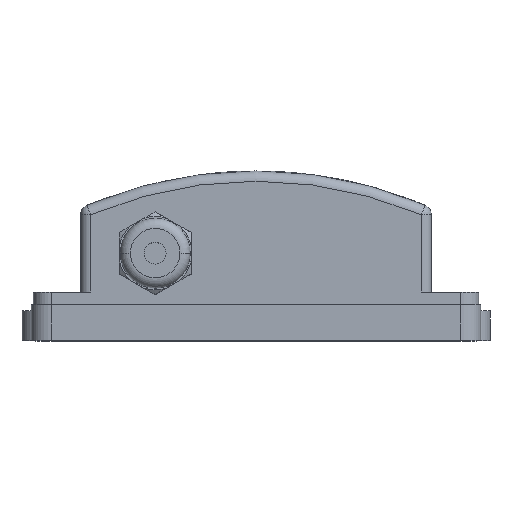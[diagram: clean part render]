
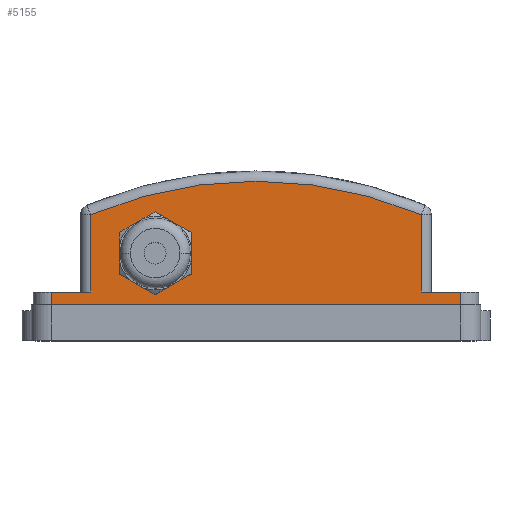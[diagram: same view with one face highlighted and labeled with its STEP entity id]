
A CAD part, top view. The second image highlights one B-rep face of the part: STEP entity #5155.
In plain terms, the highlighted planar face has unit normal (0, 0, 1).
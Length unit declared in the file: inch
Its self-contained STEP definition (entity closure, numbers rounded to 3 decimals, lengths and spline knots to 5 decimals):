
#10 = VERTEX_POINT ( 'NONE', #2685 ) ;
#28 = VERTEX_POINT ( 'NONE', #4573 ) ;
#126 = DIRECTION ( 'NONE',  ( 1., 0., 0. ) ) ;
#148 = ORIENTED_EDGE ( 'NONE', *, *, #2467, .F. ) ;
#252 = LINE ( 'NONE', #3376, #3702 ) ;
#386 = VERTEX_POINT ( 'NONE', #1184 ) ;
#391 = ORIENTED_EDGE ( 'NONE', *, *, #2749, .F. ) ;
#622 = CARTESIAN_POINT ( 'NONE',  ( 0., 0.47244, 1.67291 ) ) ;
#629 = VERTEX_POINT ( 'NONE', #6926 ) ;
#662 = DIRECTION ( 'NONE',  ( 0., -1., 0. ) ) ;
#727 = DIRECTION ( 'NONE',  ( -1., 0., 0. ) ) ;
#739 = FACE_OUTER_BOUND ( 'NONE', #7875, .T. ) ;
#763 = VERTEX_POINT ( 'NONE', #7338 ) ;
#776 = FACE_BOUND ( 'NONE', #5125, .T. ) ;
#801 = DIRECTION ( 'NONE',  ( 0.866, -0.5, 0. ) ) ;
#864 = AXIS2_PLACEMENT_3D ( 'NONE', #6340, #5028, #4419 ) ;
#956 = CARTESIAN_POINT ( 'NONE',  ( -1.33346, 0.64793, 1.67291 ) ) ;
#1057 = VERTEX_POINT ( 'NONE', #6857 ) ;
#1184 = CARTESIAN_POINT ( 'NONE',  ( -0.98346, 1.25415, 1.67291 ) ) ;
#1195 = DIRECTION ( 'NONE',  ( 0., 1., 0. ) ) ;
#1306 = CARTESIAN_POINT ( 'NONE',  ( -1.33346, 1.05207, 1.67291 ) ) ;
#1452 = VECTOR ( 'NONE', #3749, 39.37008 ) ;
#1495 = LINE ( 'NONE', #2102, #2657 ) ;
#1513 = LINE ( 'NONE', #5927, #4223 ) ;
#1686 = EDGE_CURVE ( 'NONE', #4844, #1057, #7513, .T. ) ;
#1688 = DIRECTION ( 'NONE',  ( 0., 1., 0. ) ) ;
#1734 = EDGE_CURVE ( 'NONE', #7089, #629, #5099, .T. ) ;
#1739 = EDGE_CURVE ( 'NONE', #28, #2021, #2570, .T. ) ;
#1762 = LINE ( 'NONE', #3634, #5805 ) ;
#1774 = EDGE_CURVE ( 'NONE', #3888, #763, #4486, .T. ) ;
#1816 = DIRECTION ( 'NONE',  ( 0., 1., 0. ) ) ;
#1886 = PLANE ( 'NONE',  #864 ) ;
#2007 = CARTESIAN_POINT ( 'NONE',  ( 1.61228, 0.47244, 1.67291 ) ) ;
#2021 = VERTEX_POINT ( 'NONE', #4927 ) ;
#2031 = CIRCLE ( 'NONE', #7640, 4.13084 ) ;
#2102 = CARTESIAN_POINT ( 'NONE',  ( -0.98346, 0.44585, 1.67291 ) ) ;
#2123 = CARTESIAN_POINT ( 'NONE',  ( -0.63346, 1.05207, 1.67291 ) ) ;
#2293 = CARTESIAN_POINT ( 'NONE',  ( -0.63346, 0.64793, 1.67291 ) ) ;
#2467 = EDGE_CURVE ( 'NONE', #5869, #6733, #6719, .T. ) ;
#2570 = LINE ( 'NONE', #5063, #4460 ) ;
#2630 = VECTOR ( 'NONE', #662, 39.37008 ) ;
#2657 = VECTOR ( 'NONE', #6004, 39.37008 ) ;
#2676 = EDGE_CURVE ( 'NONE', #10, #629, #1513, .T. ) ;
#2685 = CARTESIAN_POINT ( 'NONE',  ( -2., 0.47244, 1.67291 ) ) ;
#2749 = EDGE_CURVE ( 'NONE', #386, #4844, #252, .T. ) ;
#2948 = CARTESIAN_POINT ( 'NONE',  ( 1.61228, 1.22591, 1.67291 ) ) ;
#2988 = ORIENTED_EDGE ( 'NONE', *, *, #4570, .T. ) ;
#2995 = EDGE_CURVE ( 'NONE', #4804, #5869, #1495, .T. ) ;
#3013 = VECTOR ( 'NONE', #126, 39.37008 ) ;
#3376 = CARTESIAN_POINT ( 'NONE',  ( -0.98346, 1.25415, 1.67291 ) ) ;
#3392 = ORIENTED_EDGE ( 'NONE', *, *, #5581, .F. ) ;
#3462 = ORIENTED_EDGE ( 'NONE', *, *, #1774, .F. ) ;
#3570 = EDGE_CURVE ( 'NONE', #28, #763, #1762, .T. ) ;
#3634 = CARTESIAN_POINT ( 'NONE',  ( 2., 0.35, 1.67291 ) ) ;
#3702 = VECTOR ( 'NONE', #5271, 39.37008 ) ;
#3749 = DIRECTION ( 'NONE',  ( 0., -1., 0. ) ) ;
#3786 = EDGE_CURVE ( 'NONE', #3888, #5893, #4149, .T. ) ;
#3861 = CARTESIAN_POINT ( 'NONE',  ( -1.61228, 0.35, 1.67291 ) ) ;
#3880 = CARTESIAN_POINT ( 'NONE',  ( -1.33346, 1.05207, 1.67291 ) ) ;
#3888 = VERTEX_POINT ( 'NONE', #2007 ) ;
#3898 = LINE ( 'NONE', #956, #5838 ) ;
#4012 = VECTOR ( 'NONE', #1816, 39.37008 ) ;
#4149 = LINE ( 'NONE', #6040, #5038 ) ;
#4157 = ORIENTED_EDGE ( 'NONE', *, *, #6381, .F. ) ;
#4158 = ORIENTED_EDGE ( 'NONE', *, *, #2676, .F. ) ;
#4223 = VECTOR ( 'NONE', #5974, 39.37008 ) ;
#4396 = ORIENTED_EDGE ( 'NONE', *, *, #1686, .F. ) ;
#4419 = DIRECTION ( 'NONE',  ( -1., 0., 0. ) ) ;
#4454 = ORIENTED_EDGE ( 'NONE', *, *, #1739, .F. ) ;
#4460 = VECTOR ( 'NONE', #5600, 39.37008 ) ;
#4486 = LINE ( 'NONE', #622, #3013 ) ;
#4570 = EDGE_CURVE ( 'NONE', #5893, #7089, #2031, .T. ) ;
#4573 = CARTESIAN_POINT ( 'NONE',  ( 2., 0.35, 1.67291 ) ) ;
#4804 = VERTEX_POINT ( 'NONE', #5334 ) ;
#4844 = VERTEX_POINT ( 'NONE', #3880 ) ;
#4848 = LINE ( 'NONE', #5538, #4012 ) ;
#4927 = CARTESIAN_POINT ( 'NONE',  ( -2., 0.35, 1.67291 ) ) ;
#5028 = DIRECTION ( 'NONE',  ( 0., 0., -1. ) ) ;
#5038 = VECTOR ( 'NONE', #7143, 39.37008 ) ;
#5063 = CARTESIAN_POINT ( 'NONE',  ( 2., 0.35, 1.67291 ) ) ;
#5099 = LINE ( 'NONE', #3861, #1452 ) ;
#5125 = EDGE_LOOP ( 'NONE', ( #4396, #391, #5580, #148, #6013, #3392 ) ) ;
#5137 = VECTOR ( 'NONE', #1688, 39.37008 ) ;
#5155 = ADVANCED_FACE ( 'NONE', ( #776, #739 ), #1886, .F. ) ;
#5220 = ORIENTED_EDGE ( 'NONE', *, *, #3786, .T. ) ;
#5245 = LINE ( 'NONE', #5285, #8041 ) ;
#5271 = DIRECTION ( 'NONE',  ( -0.866, -0.5, 0. ) ) ;
#5285 = CARTESIAN_POINT ( 'NONE',  ( -0.63346, 1.05207, 1.67291 ) ) ;
#5330 = ORIENTED_EDGE ( 'NONE', *, *, #3570, .T. ) ;
#5334 = CARTESIAN_POINT ( 'NONE',  ( -0.98346, 0.44585, 1.67291 ) ) ;
#5538 = CARTESIAN_POINT ( 'NONE',  ( -2., 0.35, 1.67291 ) ) ;
#5580 = ORIENTED_EDGE ( 'NONE', *, *, #5815, .F. ) ;
#5581 = EDGE_CURVE ( 'NONE', #1057, #4804, #3898, .T. ) ;
#5600 = DIRECTION ( 'NONE',  ( -1., 0., 0. ) ) ;
#5805 = VECTOR ( 'NONE', #1195, 39.37008 ) ;
#5815 = EDGE_CURVE ( 'NONE', #6733, #386, #5245, .T. ) ;
#5838 = VECTOR ( 'NONE', #801, 39.37008 ) ;
#5869 = VERTEX_POINT ( 'NONE', #6645 ) ;
#5893 = VERTEX_POINT ( 'NONE', #2948 ) ;
#5927 = CARTESIAN_POINT ( 'NONE',  ( 0., 0.47244, 1.67291 ) ) ;
#5974 = DIRECTION ( 'NONE',  ( 1., 0., 0. ) ) ;
#6004 = DIRECTION ( 'NONE',  ( 0.866, 0.5, 0. ) ) ;
#6013 = ORIENTED_EDGE ( 'NONE', *, *, #2995, .F. ) ;
#6040 = CARTESIAN_POINT ( 'NONE',  ( 1.61228, 0.35, 1.67291 ) ) ;
#6340 = CARTESIAN_POINT ( 'NONE',  ( -2., 0.35, 1.67291 ) ) ;
#6381 = EDGE_CURVE ( 'NONE', #2021, #10, #4848, .T. ) ;
#6424 = CARTESIAN_POINT ( 'NONE',  ( -1.61228, 1.22591, 1.67291 ) ) ;
#6645 = CARTESIAN_POINT ( 'NONE',  ( -0.63346, 0.64793, 1.67291 ) ) ;
#6719 = LINE ( 'NONE', #2293, #5137 ) ;
#6733 = VERTEX_POINT ( 'NONE', #2123 ) ;
#6857 = CARTESIAN_POINT ( 'NONE',  ( -1.33346, 0.64793, 1.67291 ) ) ;
#6905 = DIRECTION ( 'NONE',  ( 0., 0., 1. ) ) ;
#6926 = CARTESIAN_POINT ( 'NONE',  ( -1.61228, 0.47244, 1.67291 ) ) ;
#6939 = CARTESIAN_POINT ( 'NONE',  ( 0., -2.57729, 1.67291 ) ) ;
#7089 = VERTEX_POINT ( 'NONE', #6424 ) ;
#7143 = DIRECTION ( 'NONE',  ( 0., 1., 0. ) ) ;
#7338 = CARTESIAN_POINT ( 'NONE',  ( 2., 0.47244, 1.67291 ) ) ;
#7513 = LINE ( 'NONE', #1306, #2630 ) ;
#7640 = AXIS2_PLACEMENT_3D ( 'NONE', #6939, #6905, #727 ) ;
#7658 = ORIENTED_EDGE ( 'NONE', *, *, #1734, .T. ) ;
#7735 = DIRECTION ( 'NONE',  ( -0.866, 0.5, 0. ) ) ;
#7875 = EDGE_LOOP ( 'NONE', ( #3462, #5220, #2988, #7658, #4158, #4157, #4454, #5330 ) ) ;
#8041 = VECTOR ( 'NONE', #7735, 39.37008 ) ;
